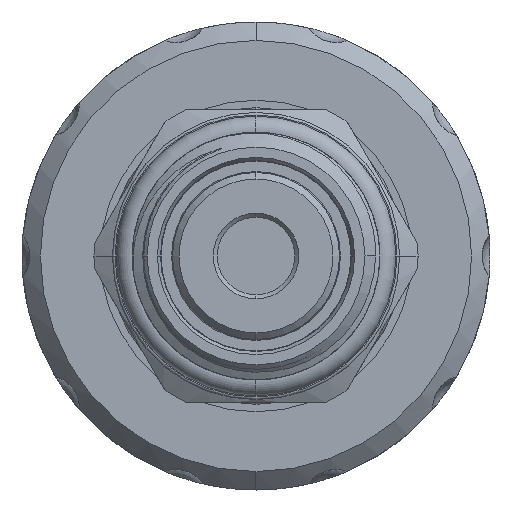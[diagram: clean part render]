
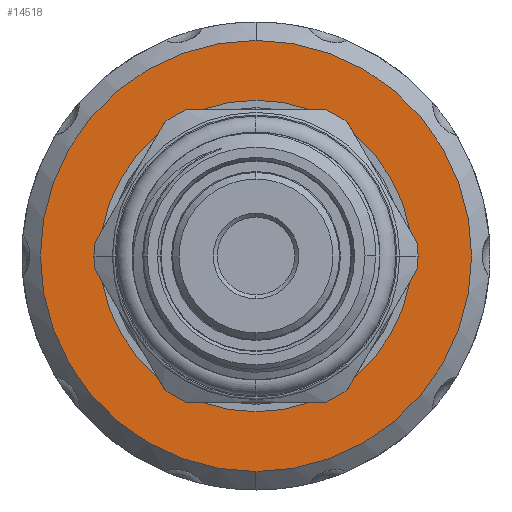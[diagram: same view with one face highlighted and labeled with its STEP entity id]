
A CAD part, left-side view. The second image highlights one B-rep face of the part: STEP entity #14518.
In plain terms, the highlighted planar face has unit normal (-1, 0, 0).
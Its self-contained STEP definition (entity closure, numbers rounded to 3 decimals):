
#1139 = EDGE_CURVE ( 'NONE', #31216, #29077, #16938, .T. ) ;
#1314 = EDGE_CURVE ( 'NONE', #29077, #31216, #16893, .T. ) ;
#2187 = CARTESIAN_POINT ( 'NONE',  ( 77.93, 0., 0. ) ) ;
#2503 = VERTEX_POINT ( 'NONE', #9954 ) ;
#3293 = AXIS2_PLACEMENT_3D ( 'NONE', #8747, #8243, #31532 ) ;
#3660 = FACE_OUTER_BOUND ( 'NONE', #33309, .T. ) ;
#4099 = CARTESIAN_POINT ( 'NONE',  ( 77.93, 0., 0. ) ) ;
#4801 = CARTESIAN_POINT ( 'NONE',  ( 77.93, -11.85, 0. ) ) ;
#4942 = DIRECTION ( 'NONE',  ( 0., 0., 1. ) ) ;
#5306 = CIRCLE ( 'NONE', #13064, 16.4 ) ;
#5380 = PLANE ( 'NONE',  #3293 ) ;
#6393 = DIRECTION ( 'NONE',  ( 0., 0., 1. ) ) ;
#8243 = DIRECTION ( 'NONE',  ( 1., 0., 0. ) ) ;
#8747 = CARTESIAN_POINT ( 'NONE',  ( 77.93, 0., 11.85 ) ) ;
#9954 = CARTESIAN_POINT ( 'NONE',  ( 77.93, 0., -16.4 ) ) ;
#10590 = DIRECTION ( 'NONE',  ( 1., 0., 0. ) ) ;
#13064 = AXIS2_PLACEMENT_3D ( 'NONE', #2187, #30853, #16673 ) ;
#13200 = DIRECTION ( 'NONE',  ( 1., 0., 0. ) ) ;
#13718 = EDGE_LOOP ( 'NONE', ( #15847, #19423 ) ) ;
#14492 = CARTESIAN_POINT ( 'NONE',  ( 77.93, 11.85, 0. ) ) ;
#14518 = ADVANCED_FACE ( 'NONE', ( #3660, #28748 ), #5380, .F. ) ;
#14838 = VERTEX_POINT ( 'NONE', #32163 ) ;
#15640 = AXIS2_PLACEMENT_3D ( 'NONE', #29174, #32057, #6393 ) ;
#15847 = ORIENTED_EDGE ( 'NONE', *, *, #1314, .T. ) ;
#16673 = DIRECTION ( 'NONE',  ( 0., 0., 1. ) ) ;
#16893 = CIRCLE ( 'NONE', #25868, 11.85 ) ;
#16938 = CIRCLE ( 'NONE', #18180, 11.85 ) ;
#18180 = AXIS2_PLACEMENT_3D ( 'NONE', #4099, #13200, #30125 ) ;
#19423 = ORIENTED_EDGE ( 'NONE', *, *, #1139, .T. ) ;
#22186 = CARTESIAN_POINT ( 'NONE',  ( 77.93, 0., 0. ) ) ;
#23334 = CIRCLE ( 'NONE', #15640, 16.4 ) ;
#25868 = AXIS2_PLACEMENT_3D ( 'NONE', #22186, #10590, #4942 ) ;
#26613 = ORIENTED_EDGE ( 'NONE', *, *, #34739, .F. ) ;
#28748 = FACE_BOUND ( 'NONE', #13718, .T. ) ;
#29077 = VERTEX_POINT ( 'NONE', #14492 ) ;
#29174 = CARTESIAN_POINT ( 'NONE',  ( 77.93, 0., 0. ) ) ;
#29249 = EDGE_CURVE ( 'NONE', #14838, #2503, #23334, .T. ) ;
#30125 = DIRECTION ( 'NONE',  ( 0., 0., 1. ) ) ;
#30853 = DIRECTION ( 'NONE',  ( 1., 0., 0. ) ) ;
#31216 = VERTEX_POINT ( 'NONE', #4801 ) ;
#31532 = DIRECTION ( 'NONE',  ( 0., 0., 1. ) ) ;
#32057 = DIRECTION ( 'NONE',  ( 1., 0., 0. ) ) ;
#32163 = CARTESIAN_POINT ( 'NONE',  ( 77.93, 0., 16.4 ) ) ;
#33309 = EDGE_LOOP ( 'NONE', ( #33454, #26613 ) ) ;
#33454 = ORIENTED_EDGE ( 'NONE', *, *, #29249, .F. ) ;
#34739 = EDGE_CURVE ( 'NONE', #2503, #14838, #5306, .T. ) ;
